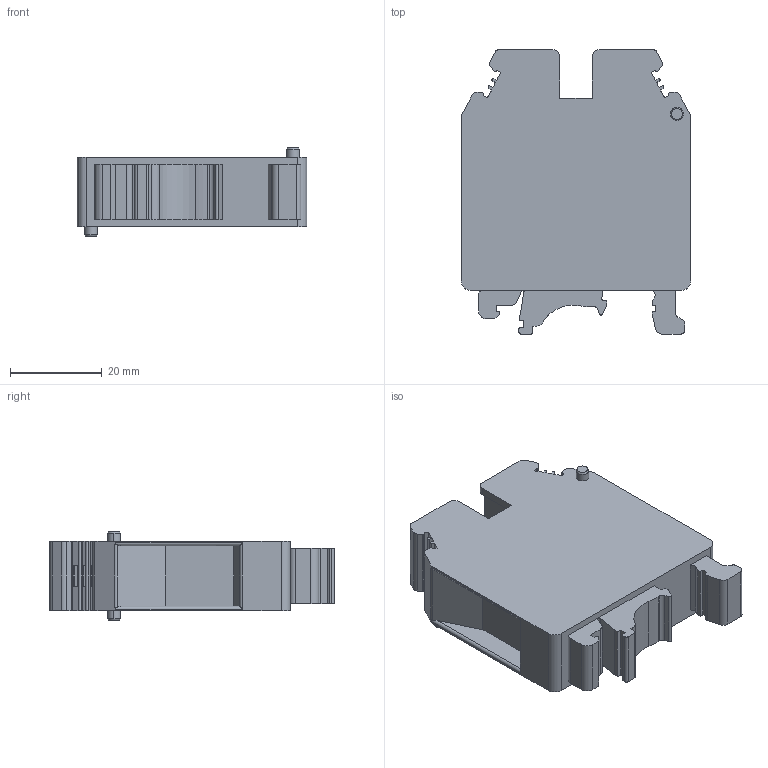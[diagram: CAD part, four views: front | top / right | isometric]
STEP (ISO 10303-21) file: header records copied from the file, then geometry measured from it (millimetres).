
FILE_DESCRIPTION((''),'2;1');
FILE_NAME('PRT0013','2020-06-05T',('Administrator'),(''),'PRO/ENGINEER BY PARAMETRIC TECHNOLOGY CORPORATION, 2014000','PRO/ENGINEER BY PARAMETRIC TECHNOLOGY CORPORATION, 2014000','');
FILE_SCHEMA(('CONFIG_CONTROL_DESIGN'));
Length unit declared in the file: millimetre
Products named in the file (1): PRT0013
Bounding box: 50 x 62 x 19.5 mm (x, y, z)
Volume: 34104.8 mm3; surface area: 10766.4 mm2
Topology: 1 solids, 1 shells, 236 faces, 706 edges, 484 vertices
Faces by surface type: plane 153, cylinder 79, cone 4
Entity records: 8085 total; most frequent: CARTESIAN_POINT 1524, ORIENTED_EDGE 1412, DIRECTION 1313, EDGE_CURVE 706, VECTOR 539, LINE 539, VERTEX_POINT 484, AXIS2_PLACEMENT_3D 387
